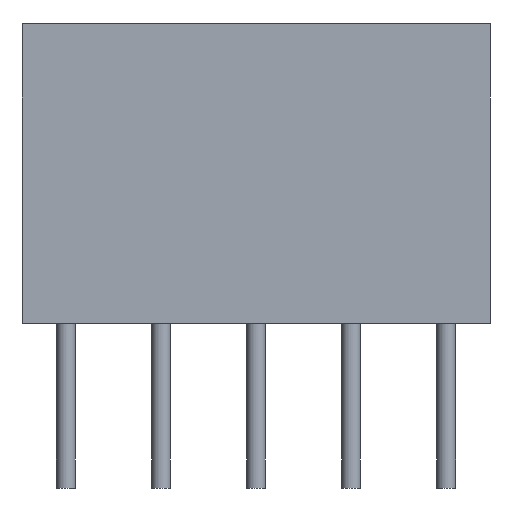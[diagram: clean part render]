
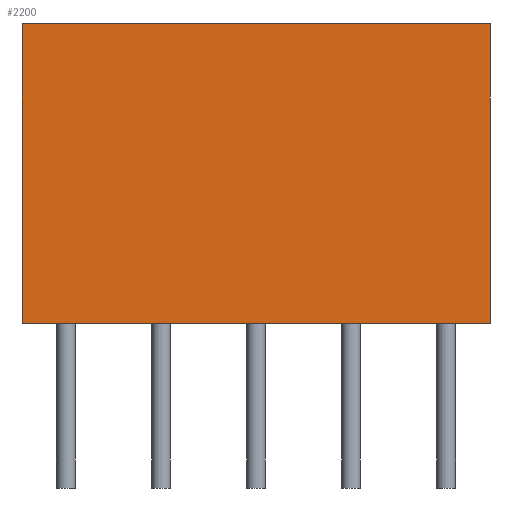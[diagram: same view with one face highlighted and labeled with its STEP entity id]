
A CAD part, front view. The second image highlights one B-rep face of the part: STEP entity #2200.
In plain terms, the highlighted planar face has unit normal (0, -1, 0).
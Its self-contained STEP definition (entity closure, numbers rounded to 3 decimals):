
#70 = FACE_OUTER_BOUND ( 'NONE', #745, .T. ) ;
#146 = VERTEX_POINT ( 'NONE', #1220 ) ;
#232 = EDGE_CURVE ( 'NONE', #739, #2670, #2146, .T. ) ;
#404 = DIRECTION ( 'NONE',  ( 1., 0., 0. ) ) ;
#441 = EDGE_CURVE ( 'NONE', #518, #739, #768, .T. ) ;
#482 = ORIENTED_EDGE ( 'NONE', *, *, #232, .T. ) ;
#518 = VERTEX_POINT ( 'NONE', #583 ) ;
#567 = VECTOR ( 'NONE', #404, 1000. ) ;
#583 = CARTESIAN_POINT ( 'NONE',  ( -6.25, -9.5, 8. ) ) ;
#739 = VERTEX_POINT ( 'NONE', #899 ) ;
#745 = EDGE_LOOP ( 'NONE', ( #482, #876, #2803, #2449 ) ) ;
#768 = LINE ( 'NONE', #2979, #3039 ) ;
#876 = ORIENTED_EDGE ( 'NONE', *, *, #2646, .F. ) ;
#899 = CARTESIAN_POINT ( 'NONE',  ( -6.25, -9.5, 0. ) ) ;
#910 = CARTESIAN_POINT ( 'NONE',  ( 6.25, -9.5, 0. ) ) ;
#1141 = DIRECTION ( 'NONE',  ( 0., 0., -1. ) ) ;
#1213 = VECTOR ( 'NONE', #1672, 1000. ) ;
#1220 = CARTESIAN_POINT ( 'NONE',  ( 6.25, -9.5, 8. ) ) ;
#1244 = DIRECTION ( 'NONE',  ( 1., 0., 0. ) ) ;
#1342 = CARTESIAN_POINT ( 'NONE',  ( -6.25, -9.5, 8. ) ) ;
#1403 = CARTESIAN_POINT ( 'NONE',  ( 6.25, -9.5, 8. ) ) ;
#1593 = PLANE ( 'NONE',  #2654 ) ;
#1604 = DIRECTION ( 'NONE',  ( 0., 0., 1. ) ) ;
#1672 = DIRECTION ( 'NONE',  ( 0., 0., -1. ) ) ;
#1899 = LINE ( 'NONE', #1403, #1213 ) ;
#2146 = LINE ( 'NONE', #2159, #567 ) ;
#2159 = CARTESIAN_POINT ( 'NONE',  ( -6.25, -9.5, 0. ) ) ;
#2200 = ADVANCED_FACE ( 'NONE', ( #70 ), #1593, .F. ) ;
#2449 = ORIENTED_EDGE ( 'NONE', *, *, #441, .T. ) ;
#2536 = LINE ( 'NONE', #3026, #3219 ) ;
#2646 = EDGE_CURVE ( 'NONE', #146, #2670, #1899, .T. ) ;
#2654 = AXIS2_PLACEMENT_3D ( 'NONE', #1342, #3129, #1604 ) ;
#2670 = VERTEX_POINT ( 'NONE', #910 ) ;
#2803 = ORIENTED_EDGE ( 'NONE', *, *, #3268, .F. ) ;
#2979 = CARTESIAN_POINT ( 'NONE',  ( -6.25, -9.5, 8. ) ) ;
#3026 = CARTESIAN_POINT ( 'NONE',  ( -6.25, -9.5, 8. ) ) ;
#3039 = VECTOR ( 'NONE', #1141, 1000. ) ;
#3129 = DIRECTION ( 'NONE',  ( 0., 1., 0. ) ) ;
#3219 = VECTOR ( 'NONE', #1244, 1000. ) ;
#3268 = EDGE_CURVE ( 'NONE', #518, #146, #2536, .T. ) ;
